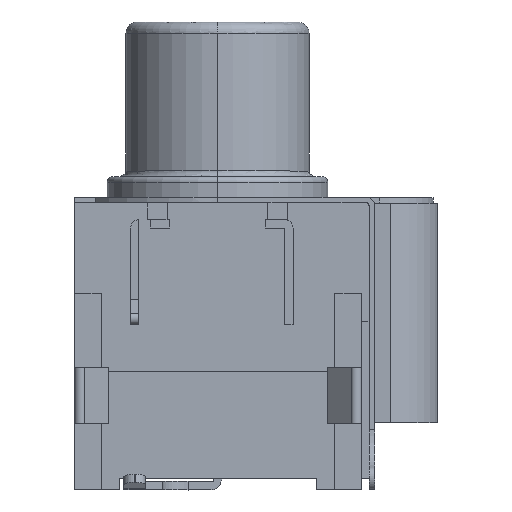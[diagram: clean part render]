
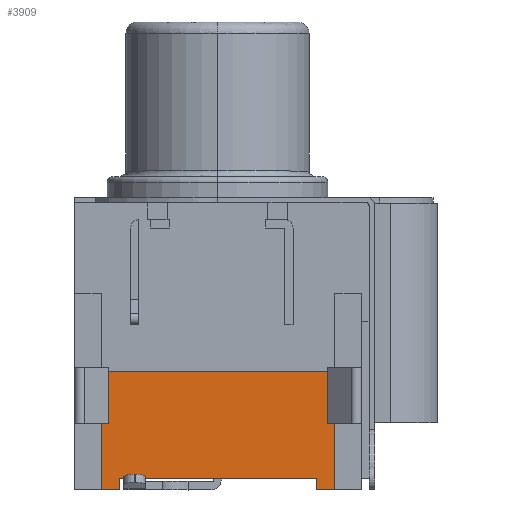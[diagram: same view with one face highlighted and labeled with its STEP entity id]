
A CAD part, top view. The second image highlights one B-rep face of the part: STEP entity #3909.
In plain terms, the highlighted planar face has unit normal (0, 0, 1).
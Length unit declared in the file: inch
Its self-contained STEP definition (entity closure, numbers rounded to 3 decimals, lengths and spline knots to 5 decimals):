
#440 = VERTEX_POINT ( 'NONE', #3164 ) ;
#460 = DIRECTION ( 'NONE',  ( 0., -1., 0. ) ) ;
#613 = LINE ( 'NONE', #3421, #642 ) ;
#642 = VECTOR ( 'NONE', #3373, 39.37008 ) ;
#670 = VECTOR ( 'NONE', #4094, 39.37008 ) ;
#680 = LINE ( 'NONE', #4025, #670 ) ;
#1163 = VERTEX_POINT ( 'NONE', #1455 ) ;
#1177 = AXIS2_PLACEMENT_3D ( 'NONE', #1640, #1676, #1678 ) ;
#1455 = CARTESIAN_POINT ( 'NONE',  ( 0.1769, -0.511, 0.196 ) ) ;
#1592 = LINE ( 'NONE', #1964, #1774 ) ;
#1640 = CARTESIAN_POINT ( 'NONE',  ( -0.21574, -0.2968, 0.196 ) ) ;
#1670 = PLANE ( 'NONE',  #1177 ) ;
#1676 = DIRECTION ( 'NONE',  ( 0., 0., -1. ) ) ;
#1678 = DIRECTION ( 'NONE',  ( 1., 0., 0. ) ) ;
#1710 = DIRECTION ( 'NONE',  ( 0., 1., 0. ) ) ;
#1774 = VECTOR ( 'NONE', #5005, 39.37008 ) ;
#1964 = CARTESIAN_POINT ( 'NONE',  ( 0.0078, -0.491, 0.196 ) ) ;
#2079 = EDGE_CURVE ( 'NONE', #2183, #4508, #4453, .T. ) ;
#2119 = CARTESIAN_POINT ( 'NONE',  ( -0.1749, -0.511, 0.196 ) ) ;
#2137 = DIRECTION ( 'NONE',  ( 1., 0., 0. ) ) ;
#2183 = VERTEX_POINT ( 'NONE', #6343 ) ;
#2207 = EDGE_CURVE ( 'NONE', #5187, #1163, #4160, .T. ) ;
#2270 = EDGE_CURVE ( 'NONE', #4508, #6544, #4005, .T. ) ;
#2462 = VERTEX_POINT ( 'NONE', #2119 ) ;
#2685 = VECTOR ( 'NONE', #5411, 39.37008 ) ;
#2697 = ORIENTED_EDGE ( 'NONE', *, *, #5022, .F. ) ;
#2738 = LINE ( 'NONE', #5987, #2685 ) ;
#3014 = ORIENTED_EDGE ( 'NONE', *, *, #2079, .F. ) ;
#3164 = CARTESIAN_POINT ( 'NONE',  ( -0.1749, -0.491, 0.196 ) ) ;
#3178 = CARTESIAN_POINT ( 'NONE',  ( -0.2074, -0.301, 0.196 ) ) ;
#3334 = ORIENTED_EDGE ( 'NONE', *, *, #5530, .F. ) ;
#3373 = DIRECTION ( 'NONE',  ( 0., -1., 0. ) ) ;
#3421 = CARTESIAN_POINT ( 'NONE',  ( 0.2094, -0.406, 0.196 ) ) ;
#3510 = ORIENTED_EDGE ( 'NONE', *, *, #6268, .F. ) ;
#3587 = CARTESIAN_POINT ( 'NONE',  ( -0.2074, -0.406, 0.196 ) ) ;
#3909 = ADVANCED_FACE ( 'NONE', ( #6273 ), #1670, .F. ) ;
#3940 = CARTESIAN_POINT ( 'NONE',  ( 0.001, -0.301, 0.196 ) ) ;
#3941 = CARTESIAN_POINT ( 'NONE',  ( 0.2094, -0.301, 0.196 ) ) ;
#3982 = VECTOR ( 'NONE', #2137, 39.37008 ) ;
#4005 = LINE ( 'NONE', #3940, #3982 ) ;
#4025 = CARTESIAN_POINT ( 'NONE',  ( 0.001, -0.511, 0.196 ) ) ;
#4094 = DIRECTION ( 'NONE',  ( -1., 0., 0. ) ) ;
#4160 = LINE ( 'NONE', #4312, #4258 ) ;
#4212 = ORIENTED_EDGE ( 'NONE', *, *, #2270, .F. ) ;
#4255 = EDGE_CURVE ( 'NONE', #2462, #440, #5319, .T. ) ;
#4258 = VECTOR ( 'NONE', #460, 39.37008 ) ;
#4312 = CARTESIAN_POINT ( 'NONE',  ( 0.1769, -0.501, 0.196 ) ) ;
#4453 = LINE ( 'NONE', #3587, #4487 ) ;
#4487 = VECTOR ( 'NONE', #1710, 39.37008 ) ;
#4508 = VERTEX_POINT ( 'NONE', #3178 ) ;
#4550 = CARTESIAN_POINT ( 'NONE',  ( -0.1749, -0.501, 0.196 ) ) ;
#4566 = DIRECTION ( 'NONE',  ( 0., 1., 0. ) ) ;
#4678 = ORIENTED_EDGE ( 'NONE', *, *, #5560, .F. ) ;
#4831 = ORIENTED_EDGE ( 'NONE', *, *, #2207, .T. ) ;
#5005 = DIRECTION ( 'NONE',  ( -1., 0., 0. ) ) ;
#5017 = VERTEX_POINT ( 'NONE', #5620 ) ;
#5022 = EDGE_CURVE ( 'NONE', #2462, #2183, #2738, .T. ) ;
#5169 = EDGE_LOOP ( 'NONE', ( #3510, #4831, #3334, #4678, #4212, #3014, #2697, #5402 ) ) ;
#5187 = VERTEX_POINT ( 'NONE', #5849 ) ;
#5287 = VECTOR ( 'NONE', #4566, 39.37008 ) ;
#5319 = LINE ( 'NONE', #4550, #5287 ) ;
#5402 = ORIENTED_EDGE ( 'NONE', *, *, #4255, .T. ) ;
#5411 = DIRECTION ( 'NONE',  ( -1., 0., 0. ) ) ;
#5530 = EDGE_CURVE ( 'NONE', #5017, #1163, #680, .T. ) ;
#5560 = EDGE_CURVE ( 'NONE', #6544, #5017, #613, .T. ) ;
#5620 = CARTESIAN_POINT ( 'NONE',  ( 0.2094, -0.511, 0.196 ) ) ;
#5849 = CARTESIAN_POINT ( 'NONE',  ( 0.1769, -0.491, 0.196 ) ) ;
#5987 = CARTESIAN_POINT ( 'NONE',  ( 0.001, -0.511, 0.196 ) ) ;
#6268 = EDGE_CURVE ( 'NONE', #5187, #440, #1592, .T. ) ;
#6273 = FACE_OUTER_BOUND ( 'NONE', #5169, .T. ) ;
#6343 = CARTESIAN_POINT ( 'NONE',  ( -0.2074, -0.511, 0.196 ) ) ;
#6544 = VERTEX_POINT ( 'NONE', #3941 ) ;
